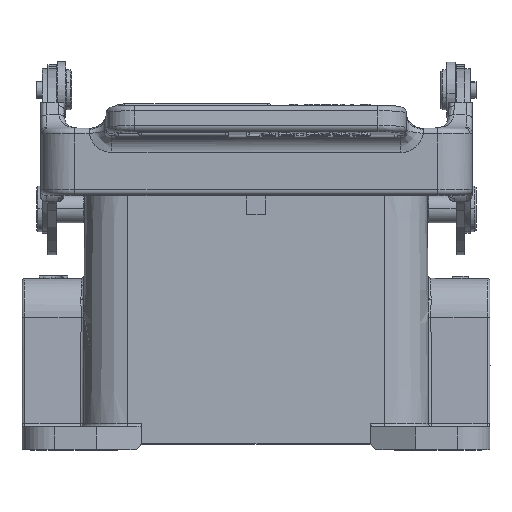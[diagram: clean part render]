
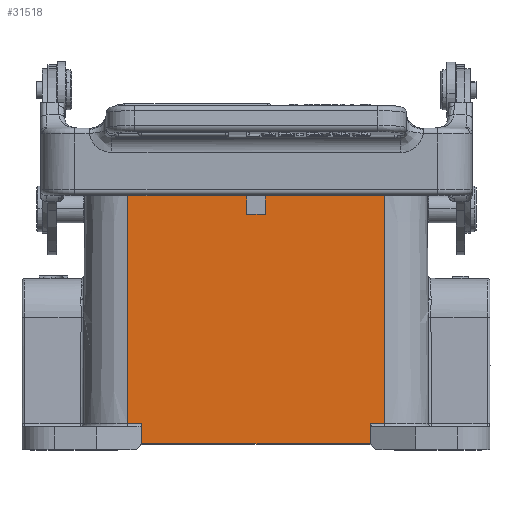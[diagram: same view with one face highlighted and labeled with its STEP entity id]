
A CAD part, top view. The second image highlights one B-rep face of the part: STEP entity #31518.
In plain terms, the highlighted planar face has unit normal (0, 0.009, 1).
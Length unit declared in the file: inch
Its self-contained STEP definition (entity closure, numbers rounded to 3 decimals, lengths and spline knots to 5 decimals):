
#9581=DIRECTION('',(0.,1.,-0.009));
#9582=VECTOR('',#9581,1.62228);
#9583=CARTESIAN_POINT('',(-0.88583,0.17699,
0.86061));
#9584=LINE('',#9583,#9582);
#9596=DIRECTION('',(-1.,0.,0.));
#9597=VECTOR('',#9596,0.12598);
#9598=CARTESIAN_POINT('',(0.06299,1.62205,
0.848));
#9599=LINE('',#9598,#9597);
#9600=CARTESIAN_POINT('',(-0.78739,0.03936,
0.862));
#9601=CARTESIAN_POINT('',(-0.61242,0.03936,
0.862));
#9602=CARTESIAN_POINT('',(-0.26247,0.03937,
0.86176));
#9603=CARTESIAN_POINT('',(0.26247,0.03937,
0.86175));
#9604=CARTESIAN_POINT('',(0.61241,0.03936,
0.86201));
#9605=CARTESIAN_POINT('',(0.78739,0.03936,
0.86201));
#9607=CARTESIAN_POINT('',(-0.78739,0.03936,
0.862));
#9608=CARTESIAN_POINT('',(-0.78739,0.05465,
0.86186));
#9609=CARTESIAN_POINT('',(-0.78741,0.08524,
0.86133));
#9610=CARTESIAN_POINT('',(-0.7874,0.13111,
0.86104));
#9611=CARTESIAN_POINT('',(-0.7874,0.1617,
0.86075));
#9612=CARTESIAN_POINT('',(-0.7874,0.17699,
0.86061));
#9690=CARTESIAN_POINT('',(-0.78739,0.03936,
0.862));
#9727=CARTESIAN_POINT('',(0.78739,0.03936,
0.86201));
#10115=CARTESIAN_POINT('',(0.7874,0.17699,
0.86061));
#10116=CARTESIAN_POINT('',(0.7874,0.1617,
0.86075));
#10117=CARTESIAN_POINT('',(0.7874,0.13111,
0.86104));
#10118=CARTESIAN_POINT('',(0.78741,0.08524,
0.86132));
#10119=CARTESIAN_POINT('',(0.78739,0.05465,
0.86187));
#10120=CARTESIAN_POINT('',(0.78739,0.03936,
0.86201));
#10127=DIRECTION('',(-1.,0.,0.));
#10128=VECTOR('',#10127,0.09843);
#10129=CARTESIAN_POINT('',(0.88583,0.17699,
0.86061));
#10130=LINE('',#10129,#10128);
#10185=DIRECTION('',(0.,-1.,0.009));
#10186=VECTOR('',#10185,1.62228);
#10187=CARTESIAN_POINT('',(0.88583,1.79921,
0.84646));
#10188=LINE('',#10187,#10186);
#10215=DIRECTION('',(1.,0.,0.));
#10216=VECTOR('',#10215,0.82283);
#10217=CARTESIAN_POINT('',(0.06299,1.79921,
0.84646));
#10218=LINE('',#10217,#10216);
#15716=DIRECTION('',(0.,1.,-0.009));
#15717=VECTOR('',#15716,0.17717);
#15718=CARTESIAN_POINT('',(0.06299,1.62205,
0.848));
#15719=LINE('',#15718,#15717);
#15728=DIRECTION('',(0.,-1.,0.009));
#15729=VECTOR('',#15728,0.17717);
#15730=CARTESIAN_POINT('',(-0.06299,1.79921,
0.84646));
#15731=LINE('',#15730,#15729);
#15774=DIRECTION('',(1.,0.,0.));
#15775=VECTOR('',#15774,0.82283);
#15776=CARTESIAN_POINT('',(-0.88583,1.79921,
0.84646));
#15777=LINE('',#15776,#15775);
#15984=DIRECTION('',(-1.,0.,0.));
#15985=VECTOR('',#15984,0.09843);
#15986=CARTESIAN_POINT('',(-0.7874,0.17699,
0.86061));
#15987=LINE('',#15986,#15985);
#17772=VERTEX_POINT('',#9727);
#17776=CARTESIAN_POINT('',(0.7874,0.17699,
0.86061));
#17777=VERTEX_POINT('',#17776);
#18001=CARTESIAN_POINT('',(-0.06299,1.79921,
0.84646));
#18002=CARTESIAN_POINT('',(-0.06299,1.62205,
0.848));
#18003=VERTEX_POINT('',#18001);
#18004=VERTEX_POINT('',#18002);
#18005=CARTESIAN_POINT('',(0.06299,1.62205,
0.848));
#18006=VERTEX_POINT('',#18005);
#18007=CARTESIAN_POINT('',(0.06299,1.79921,
0.84646));
#18008=VERTEX_POINT('',#18007);
#18121=CARTESIAN_POINT('',(0.88583,0.17699,
0.86061));
#18122=VERTEX_POINT('',#18121);
#18127=CARTESIAN_POINT('',(0.88583,1.79921,
0.84646));
#18128=VERTEX_POINT('',#18127);
#18173=CARTESIAN_POINT('',(-0.88583,1.79921,
0.84646));
#18174=VERTEX_POINT('',#18173);
#18578=CARTESIAN_POINT('',(-0.88583,0.17699,
0.86061));
#18579=VERTEX_POINT('',#18578);
#18605=VERTEX_POINT('',#9690);
#18606=VERTEX_POINT('',#9612);
#31488=CARTESIAN_POINT('',(-0.96621,1.79921,
0.84646));
#31489=DIRECTION('',(0.,0.009,1.));
#31490=DIRECTION('',(-1.,0.,0.));
#31491=AXIS2_PLACEMENT_3D('',#31488,#31489,#31490);
#31492=PLANE('',#31491);
#31494=ORIENTED_EDGE('',*,*,#31493,.T.);
#31496=ORIENTED_EDGE('',*,*,#31495,.T.);
#31497=ORIENTED_EDGE('',*,*,#31474,.T.);
#31499=ORIENTED_EDGE('',*,*,#31498,.T.);
#31501=ORIENTED_EDGE('',*,*,#31500,.T.);
#31503=ORIENTED_EDGE('',*,*,#31502,.F.);
#31505=ORIENTED_EDGE('',*,*,#31504,.T.);
#31507=ORIENTED_EDGE('',*,*,#31506,.T.);
#31509=ORIENTED_EDGE('',*,*,#31508,.T.);
#31511=ORIENTED_EDGE('',*,*,#31510,.T.);
#31513=ORIENTED_EDGE('',*,*,#31512,.T.);
#31515=ORIENTED_EDGE('',*,*,#31514,.F.);
#31516=EDGE_LOOP('',(#31494,#31496,#31497,#31499,#31501,#31503,#31505,#31507,
#31509,#31511,#31513,#31515));
#31517=FACE_OUTER_BOUND('',#31516,.F.);
#31518=ADVANCED_FACE('',(#31517),#31492,.T.);
#9606=B_SPLINE_CURVE_WITH_KNOTS('',3,(#9600,#9601,#9602,#9603,#9604,#9605),
.UNSPECIFIED.,.F.,.F.,(4,1,1,4),(0.,0.33333,0.66667,1.),
.UNSPECIFIED.);
#9613=B_SPLINE_CURVE_WITH_KNOTS('',3,(#9607,#9608,#9609,#9610,#9611,#9612),
.UNSPECIFIED.,.F.,.F.,(4,1,1,4),(0.,0.33333,0.66667,1.),
.UNSPECIFIED.);
#10121=B_SPLINE_CURVE_WITH_KNOTS('',3,(#10115,#10116,#10117,#10118,#10119,
#10120),.UNSPECIFIED.,.F.,.F.,(4,1,1,4),(0.,0.33333,
0.66667,1.),.UNSPECIFIED.);
#31474=EDGE_CURVE('',#18579,#18174,#9584,.T.);
#31493=EDGE_CURVE('',#18605,#18606,#9613,.T.);
#31495=EDGE_CURVE('',#18606,#18579,#15987,.T.);
#31498=EDGE_CURVE('',#18174,#18003,#15777,.T.);
#31500=EDGE_CURVE('',#18003,#18004,#15731,.T.);
#31502=EDGE_CURVE('',#18006,#18004,#9599,.T.);
#31504=EDGE_CURVE('',#18006,#18008,#15719,.T.);
#31506=EDGE_CURVE('',#18008,#18128,#10218,.T.);
#31508=EDGE_CURVE('',#18128,#18122,#10188,.T.);
#31510=EDGE_CURVE('',#18122,#17777,#10130,.T.);
#31512=EDGE_CURVE('',#17777,#17772,#10121,.T.);
#31514=EDGE_CURVE('',#18605,#17772,#9606,.T.);
